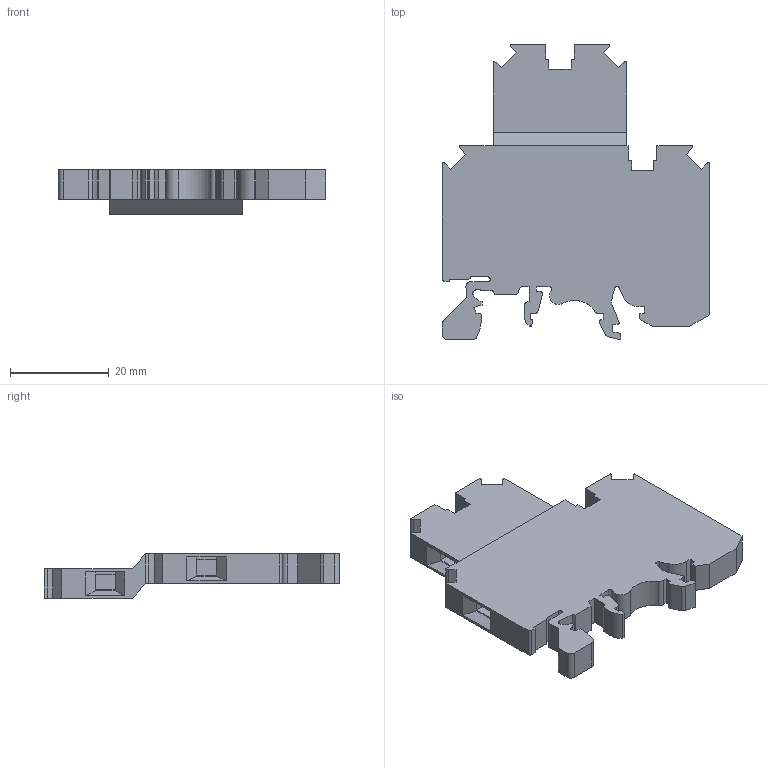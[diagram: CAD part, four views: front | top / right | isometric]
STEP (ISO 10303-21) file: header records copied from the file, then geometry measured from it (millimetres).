
FILE_DESCRIPTION(/* description */ ('Unknown'),/* implementation_level */ '2;1');
FILE_NAME(/* name */ 'KUDD4_GY_3D',/* time_stamp */ '2019-09-16T09:52:47+05:00',/* author */ ('Unknown'),/* organization */ ('Unknown'),/* preprocessor_version */ 'ST-DEVELOPER v16.7',/* originating_system */ 'DEX',/* authorisation */ $);
FILE_SCHEMA (('AUTOMOTIVE_DESIGN {1 0 10303 214 3 1 1}'));
Length unit declared in the file: millimetre
Products named in the file (1): KUDD4
Bounding box: 54 x 59.7 x 9 mm (x, y, z)
Volume: 12713.1 mm3; surface area: 7131.7 mm2
Topology: 1 solids, 1 shells, 182 faces, 490 edges, 320 vertices
Faces by surface type: plane 141, cylinder 41
Full cylindrical faces by diameter (mm): 2.113 x2, 4.3 x4
Entity records: 5636 total; most frequent: CARTESIAN_POINT 987, ORIENTED_EDGE 968, DIRECTION 932, EDGE_CURVE 484, LINE 402, VECTOR 402, VERTEX_POINT 320, AXIS2_PLACEMENT_3D 265
